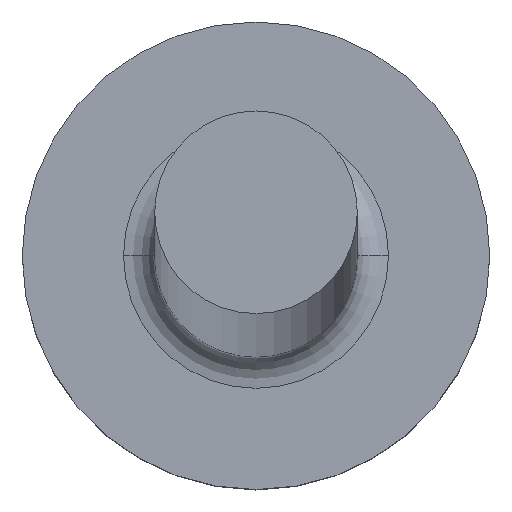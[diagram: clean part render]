
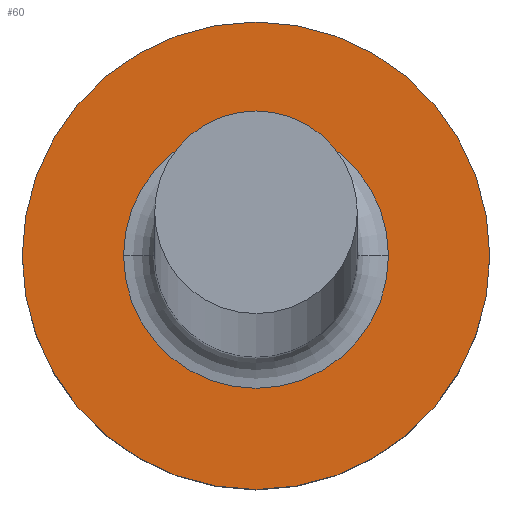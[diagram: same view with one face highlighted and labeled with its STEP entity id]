
A CAD part, top view. The second image highlights one B-rep face of the part: STEP entity #60.
In plain terms, the highlighted planar face has unit normal (0, 0, 1).
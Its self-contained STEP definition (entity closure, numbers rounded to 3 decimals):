
#14 = CARTESIAN_POINT ( 'NONE',  ( 0., 0., 1.5 ) ) ;
#17 = CARTESIAN_POINT ( 'NONE',  ( 0.85, 0., 1.5 ) ) ;
#23 = VERTEX_POINT ( 'NONE', #52 ) ;
#33 = AXIS2_PLACEMENT_3D ( 'NONE', #260, #87, #120 ) ;
#36 = DIRECTION ( 'NONE',  ( 1., 0., 0. ) ) ;
#37 = DIRECTION ( 'NONE',  ( 0., 0., 1. ) ) ;
#39 = VERTEX_POINT ( 'NONE', #216 ) ;
#50 = FACE_OUTER_BOUND ( 'NONE', #228, .T. ) ;
#51 = AXIS2_PLACEMENT_3D ( 'NONE', #229, #215, #224 ) ;
#52 = CARTESIAN_POINT ( 'NONE',  ( -1.5, 0., 1.5 ) ) ;
#60 = ADVANCED_FACE ( 'NONE', ( #208, #50 ), #166, .T. ) ;
#65 = EDGE_LOOP ( 'NONE', ( #305, #218 ) ) ;
#84 = EDGE_CURVE ( 'NONE', #39, #141, #258, .T. ) ;
#87 = DIRECTION ( 'NONE',  ( 0., 0., -1. ) ) ;
#92 = CIRCLE ( 'NONE', #247, 1.5 ) ;
#97 = CARTESIAN_POINT ( 'NONE',  ( 0., 0., 1.5 ) ) ;
#111 = EDGE_CURVE ( 'NONE', #285, #23, #92, .T. ) ;
#113 = DIRECTION ( 'NONE',  ( 1., 0., 0. ) ) ;
#120 = DIRECTION ( 'NONE',  ( 1., 0., 0. ) ) ;
#130 = EDGE_CURVE ( 'NONE', #23, #285, #242, .T. ) ;
#132 = EDGE_CURVE ( 'NONE', #141, #39, #197, .T. ) ;
#141 = VERTEX_POINT ( 'NONE', #17 ) ;
#166 = PLANE ( 'NONE',  #300 ) ;
#181 = CARTESIAN_POINT ( 'NONE',  ( 0., 0., 1.5 ) ) ;
#185 = ORIENTED_EDGE ( 'NONE', *, *, #111, .T. ) ;
#197 = CIRCLE ( 'NONE', #296, 0.85 ) ;
#208 = FACE_BOUND ( 'NONE', #65, .T. ) ;
#215 = DIRECTION ( 'NONE',  ( 0., 0., 1. ) ) ;
#216 = CARTESIAN_POINT ( 'NONE',  ( -0.85, 0., 1.5 ) ) ;
#218 = ORIENTED_EDGE ( 'NONE', *, *, #84, .T. ) ;
#224 = DIRECTION ( 'NONE',  ( 1., 0., 0. ) ) ;
#228 = EDGE_LOOP ( 'NONE', ( #277, #185 ) ) ;
#229 = CARTESIAN_POINT ( 'NONE',  ( 0., 0., 1.5 ) ) ;
#242 = CIRCLE ( 'NONE', #51, 1.5 ) ;
#246 = DIRECTION ( 'NONE',  ( 0., 0., 1. ) ) ;
#247 = AXIS2_PLACEMENT_3D ( 'NONE', #14, #246, #36 ) ;
#258 = CIRCLE ( 'NONE', #33, 0.85 ) ;
#260 = CARTESIAN_POINT ( 'NONE',  ( 0., 0., 1.5 ) ) ;
#276 = DIRECTION ( 'NONE',  ( 0., 0., -1. ) ) ;
#277 = ORIENTED_EDGE ( 'NONE', *, *, #130, .T. ) ;
#283 = DIRECTION ( 'NONE',  ( 1., 0., 0. ) ) ;
#285 = VERTEX_POINT ( 'NONE', #304 ) ;
#296 = AXIS2_PLACEMENT_3D ( 'NONE', #181, #276, #113 ) ;
#300 = AXIS2_PLACEMENT_3D ( 'NONE', #97, #37, #283 ) ;
#304 = CARTESIAN_POINT ( 'NONE',  ( 1.5, 0., 1.5 ) ) ;
#305 = ORIENTED_EDGE ( 'NONE', *, *, #132, .T. ) ;
